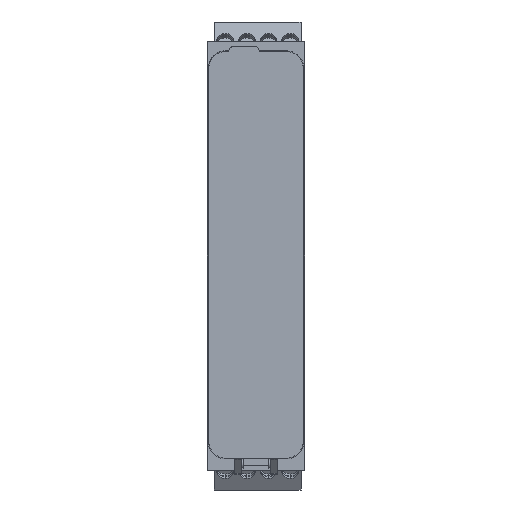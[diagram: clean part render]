
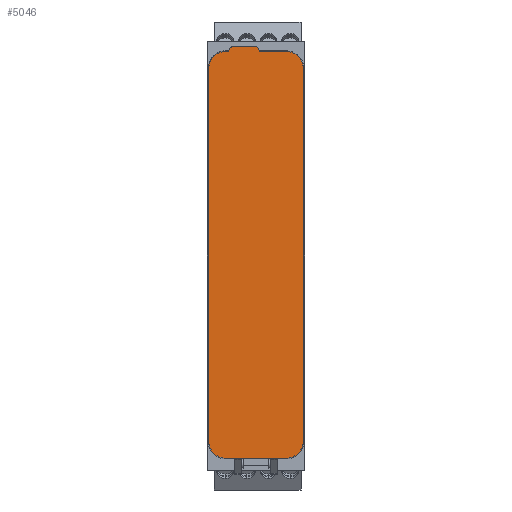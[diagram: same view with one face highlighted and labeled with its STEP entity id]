
A CAD part, left-side view. The second image highlights one B-rep face of the part: STEP entity #5046.
In plain terms, the highlighted planar face has unit normal (-1, 0, 0).
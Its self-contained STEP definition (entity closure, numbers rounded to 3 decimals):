
#62 = DIRECTION ( 'NONE',  ( 0., 1., 0. ) ) ;
#780 = ORIENTED_EDGE ( 'NONE', *, *, #14092, .F. ) ;
#802 = FACE_OUTER_BOUND ( 'NONE', #24896, .T. ) ;
#987 = LINE ( 'NONE', #9280, #5259 ) ;
#1195 = DIRECTION ( 'NONE',  ( 0., -1., 0. ) ) ;
#1326 = DIRECTION ( 'NONE',  ( 1., 0., 0. ) ) ;
#1512 = EDGE_CURVE ( 'NONE', #14516, #16238, #16958, .T. ) ;
#2212 = VERTEX_POINT ( 'NONE', #11649 ) ;
#2300 = ORIENTED_EDGE ( 'NONE', *, *, #24835, .F. ) ;
#2435 = ORIENTED_EDGE ( 'NONE', *, *, #22848, .F. ) ;
#2534 = CIRCLE ( 'NONE', #17534, 3.83 ) ;
#2826 = ORIENTED_EDGE ( 'NONE', *, *, #5901, .F. ) ;
#2983 = DIRECTION ( 'NONE',  ( 0., 1., 0. ) ) ;
#3810 = CARTESIAN_POINT ( 'NONE',  ( -63.35, 4.2, -42.85 ) ) ;
#3986 = CARTESIAN_POINT ( 'NONE',  ( -63.35, 0.37, -42.85 ) ) ;
#4186 = DIRECTION ( 'NONE',  ( 0., 0., -1. ) ) ;
#4454 = ORIENTED_EDGE ( 'NONE', *, *, #23979, .F. ) ;
#4583 = ORIENTED_EDGE ( 'NONE', *, *, #1512, .F. ) ;
#4637 = CIRCLE ( 'NONE', #19619, 1. ) ;
#4963 = VECTOR ( 'NONE', #5801, 1000. ) ;
#5046 = ADVANCED_FACE ( 'NONE', ( #802 ), #9091, .F. ) ;
#5130 = VERTEX_POINT ( 'NONE', #25622 ) ;
#5259 = VECTOR ( 'NONE', #17395, 1000. ) ;
#5292 = LINE ( 'NONE', #13511, #12305 ) ;
#5338 = EDGE_CURVE ( 'NONE', #10122, #12119, #2534, .T. ) ;
#5392 = AXIS2_PLACEMENT_3D ( 'NONE', #13233, #21350, #2983 ) ;
#5801 = DIRECTION ( 'NONE',  ( 0., -1., 0. ) ) ;
#5901 = EDGE_CURVE ( 'NONE', #19508, #5130, #9474, .T. ) ;
#6015 = CARTESIAN_POINT ( 'NONE',  ( -63.35, 0.37, -42.85 ) ) ;
#6493 = ORIENTED_EDGE ( 'NONE', *, *, #5338, .F. ) ;
#7048 = DIRECTION ( 'NONE',  ( 0., 0., -1. ) ) ;
#7106 = CARTESIAN_POINT ( 'NONE',  ( -63.35, 11.5, 47.35 ) ) ;
#7221 = DIRECTION ( 'NONE',  ( 1., 0., 0. ) ) ;
#7331 = CARTESIAN_POINT ( 'NONE',  ( -63.35, 17.483, 47.18 ) ) ;
#7646 = EDGE_CURVE ( 'NONE', #16238, #25986, #5292, .T. ) ;
#9091 = PLANE ( 'NONE',  #17094 ) ;
#9280 = CARTESIAN_POINT ( 'NONE',  ( -63.35, 18.343, 47.18 ) ) ;
#9474 = CIRCLE ( 'NONE', #24371, 0.998 ) ;
#9608 = DIRECTION ( 'NONE',  ( 0., 1., 0. ) ) ;
#10122 = VERTEX_POINT ( 'NONE', #10460 ) ;
#10369 = LINE ( 'NONE', #18485, #10386 ) ;
#10386 = VECTOR ( 'NONE', #62, 1000. ) ;
#10460 = CARTESIAN_POINT ( 'NONE',  ( -63.35, 4.2, 47.18 ) ) ;
#11484 = LINE ( 'NONE', #19602, #19411 ) ;
#11510 = VECTOR ( 'NONE', #12225, 1000. ) ;
#11613 = EDGE_CURVE ( 'NONE', #23971, #19508, #987, .T. ) ;
#11649 = CARTESIAN_POINT ( 'NONE',  ( -63.35, 10.515, 47.18 ) ) ;
#12048 = DIRECTION ( 'NONE',  ( 1., 0., 0. ) ) ;
#12119 = VERTEX_POINT ( 'NONE', #25769 ) ;
#12225 = DIRECTION ( 'NONE',  ( 0., 0., -1. ) ) ;
#12305 = VECTOR ( 'NONE', #21632, 1000. ) ;
#12332 = CARTESIAN_POINT ( 'NONE',  ( -63.35, 22.13, -42.85 ) ) ;
#13233 = CARTESIAN_POINT ( 'NONE',  ( -63.35, 18.3, -42.85 ) ) ;
#13511 = CARTESIAN_POINT ( 'NONE',  ( -63.35, 22.13, 43.35 ) ) ;
#13687 = CARTESIAN_POINT ( 'NONE',  ( -63.35, 11.5, 48.35 ) ) ;
#13716 = VERTEX_POINT ( 'NONE', #6015 ) ;
#14012 = AXIS2_PLACEMENT_3D ( 'NONE', #3810, #12048, #20172 ) ;
#14092 = EDGE_CURVE ( 'NONE', #5130, #26343, #11484, .T. ) ;
#14215 = CARTESIAN_POINT ( 'NONE',  ( -63.35, 18.343, 47.18 ) ) ;
#14409 = CARTESIAN_POINT ( 'NONE',  ( -63.35, 4.2, 43.35 ) ) ;
#14498 = AXIS2_PLACEMENT_3D ( 'NONE', #19725, #1326, #9608 ) ;
#14516 = VERTEX_POINT ( 'NONE', #21437 ) ;
#14933 = ORIENTED_EDGE ( 'NONE', *, *, #24158, .F. ) ;
#15279 = DIRECTION ( 'NONE',  ( 1., 0., 0. ) ) ;
#15392 = DIRECTION ( 'NONE',  ( 0., 0., -1. ) ) ;
#15998 = LINE ( 'NONE', #24131, #4963 ) ;
#16237 = CARTESIAN_POINT ( 'NONE',  ( -63.35, 4.2, -46.68 ) ) ;
#16238 = VERTEX_POINT ( 'NONE', #12332 ) ;
#16665 = ORIENTED_EDGE ( 'NONE', *, *, #22217, .F. ) ;
#16923 = ORIENTED_EDGE ( 'NONE', *, *, #7646, .F. ) ;
#16958 = CIRCLE ( 'NONE', #5392, 3.83 ) ;
#16963 = EDGE_CURVE ( 'NONE', #22509, #14516, #10369, .T. ) ;
#17088 = CARTESIAN_POINT ( 'NONE',  ( -63.35, 22.13, 43.35 ) ) ;
#17094 = AXIS2_PLACEMENT_3D ( 'NONE', #17209, #25361, #7048 ) ;
#17209 = CARTESIAN_POINT ( 'NONE',  ( -63.35, 18.3, -42.85 ) ) ;
#17395 = DIRECTION ( 'NONE',  ( 0., -1., 0. ) ) ;
#17534 = AXIS2_PLACEMENT_3D ( 'NONE', #14409, #22541, #4186 ) ;
#18485 = CARTESIAN_POINT ( 'NONE',  ( -63.35, 18.3, -46.68 ) ) ;
#19411 = VECTOR ( 'NONE', #1195, 1000. ) ;
#19508 = VERTEX_POINT ( 'NONE', #7331 ) ;
#19602 = CARTESIAN_POINT ( 'NONE',  ( -63.35, 18.3, 48.35 ) ) ;
#19619 = AXIS2_PLACEMENT_3D ( 'NONE', #7106, #15279, #23414 ) ;
#19725 = CARTESIAN_POINT ( 'NONE',  ( -63.35, 18.3, 43.35 ) ) ;
#20172 = DIRECTION ( 'NONE',  ( 0., 1., 0. ) ) ;
#21350 = DIRECTION ( 'NONE',  ( 1., 0., 0. ) ) ;
#21437 = CARTESIAN_POINT ( 'NONE',  ( -63.35, 18.3, -46.68 ) ) ;
#21632 = DIRECTION ( 'NONE',  ( 0., 0., 1. ) ) ;
#22217 = EDGE_CURVE ( 'NONE', #2212, #10122, #15998, .T. ) ;
#22351 = LINE ( 'NONE', #3986, #11510 ) ;
#22509 = VERTEX_POINT ( 'NONE', #16237 ) ;
#22541 = DIRECTION ( 'NONE',  ( 1., 0., 0. ) ) ;
#22848 = EDGE_CURVE ( 'NONE', #13716, #22509, #25515, .T. ) ;
#23193 = ORIENTED_EDGE ( 'NONE', *, *, #11613, .F. ) ;
#23414 = DIRECTION ( 'NONE',  ( 0., 0., -1. ) ) ;
#23971 = VERTEX_POINT ( 'NONE', #14215 ) ;
#23979 = EDGE_CURVE ( 'NONE', #12119, #13716, #22351, .T. ) ;
#24131 = CARTESIAN_POINT ( 'NONE',  ( -63.35, 4.2, 47.18 ) ) ;
#24158 = EDGE_CURVE ( 'NONE', #25986, #23971, #25985, .T. ) ;
#24371 = AXIS2_PLACEMENT_3D ( 'NONE', #25531, #7221, #15392 ) ;
#24835 = EDGE_CURVE ( 'NONE', #26343, #2212, #4637, .T. ) ;
#24896 = EDGE_LOOP ( 'NONE', ( #780, #2826, #23193, #14933, #16923, #4583, #24939, #2435, #4454, #6493, #16665, #2300 ) ) ;
#24939 = ORIENTED_EDGE ( 'NONE', *, *, #16963, .F. ) ;
#25361 = DIRECTION ( 'NONE',  ( 1., 0., 0. ) ) ;
#25515 = CIRCLE ( 'NONE', #14012, 3.83 ) ;
#25531 = CARTESIAN_POINT ( 'NONE',  ( -63.35, 16.5, 47.352 ) ) ;
#25622 = CARTESIAN_POINT ( 'NONE',  ( -63.35, 16.5, 48.35 ) ) ;
#25769 = CARTESIAN_POINT ( 'NONE',  ( -63.35, 0.37, 43.35 ) ) ;
#25985 = CIRCLE ( 'NONE', #14498, 3.83 ) ;
#25986 = VERTEX_POINT ( 'NONE', #17088 ) ;
#26343 = VERTEX_POINT ( 'NONE', #13687 ) ;
